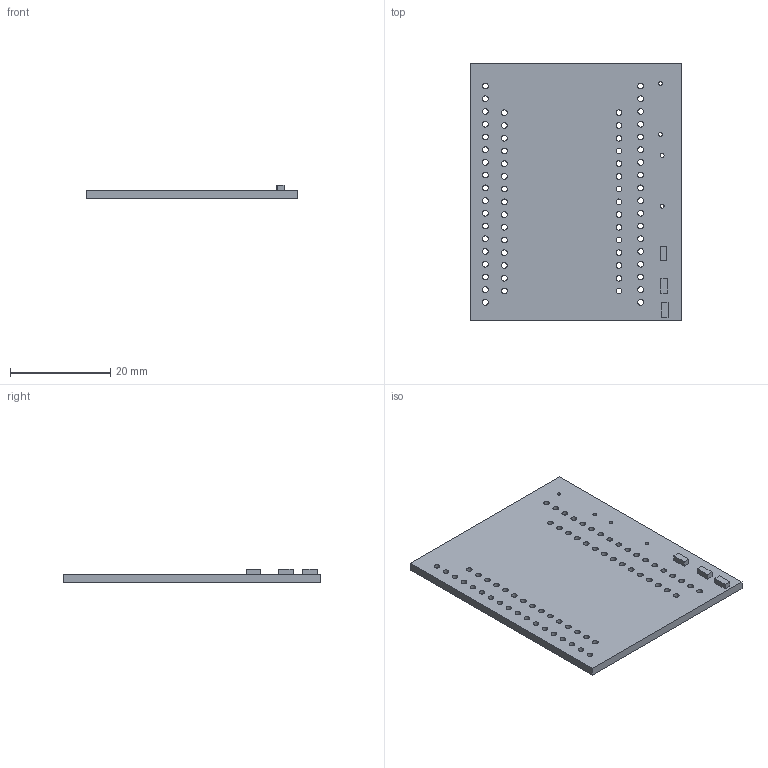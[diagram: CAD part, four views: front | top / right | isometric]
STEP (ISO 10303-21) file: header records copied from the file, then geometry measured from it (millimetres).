
FILE_DESCRIPTION(('Open CASCADE Model'),'2;1');
FILE_NAME('Open CASCADE Shape Model','2018-08-25T08:00:56',('Author'),( 'Open CASCADE'),'Open CASCADE STEP processor 6.5','Open CASCADE 6.5' ,'Unknown');
FILE_SCHEMA(('AUTOMOTIVE_DESIGN { 1 0 10303 214 1 1 1 1 }'));
Length unit declared in the file: millimetre
Products named in the file (7): PCB; Board; Q3; 1494801904; Extruded; Q2; Q1
Assembly tree (8 placements, depth 4):
  PCB
    Board
    Q3
      1494801904
        Extruded
    Q2
      1494801904
        Extruded
    Q1
      1494801904
        Extruded
Bounding box: 42.29 x 51.44 x 2.76 mm (x, y, z)
Volume: 3478.3 mm3; surface area: 4976.4 mm2
Topology: 4 solids, 4 shells, 94 faces, 258 edges, 172 vertices
Faces by surface type: cylinder 70, plane 24
Full cylindrical faces by diameter (mm): 0.762 x4, 1.143 x66
Entity records: 6234 total; most frequent: DIRECTION 1024, CARTESIAN_POINT 949, ORIENTED_EDGE 468, PCURVE 468, DEFINITIONAL_REPRESENTATION 468, LINE 422, VECTOR 422, CIRCLE 280
